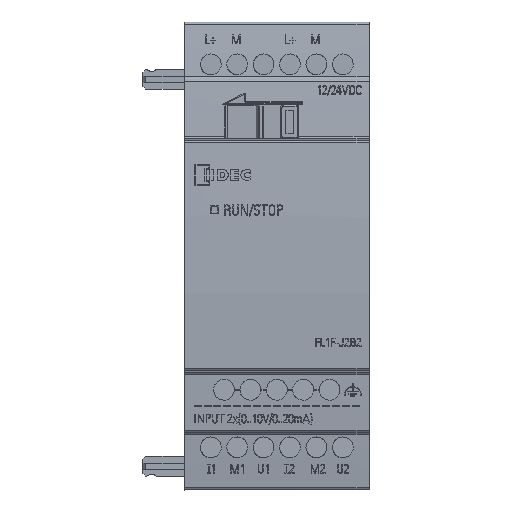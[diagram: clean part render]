
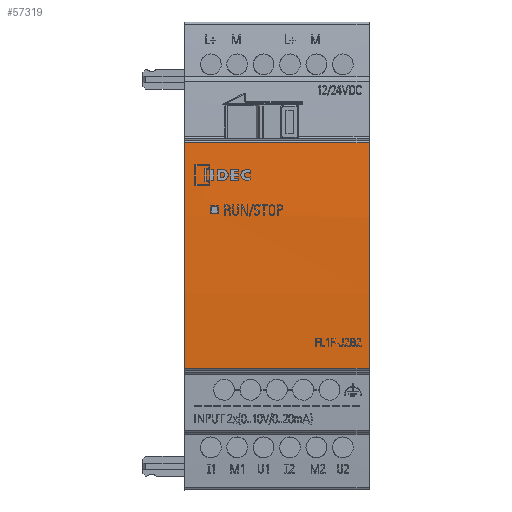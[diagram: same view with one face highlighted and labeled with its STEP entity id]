
A CAD part, top view. The second image highlights one B-rep face of the part: STEP entity #57319.
In plain terms, the highlighted cylindrical face has radius 350.75 mm (diameter 701.5 mm), a partial arc.
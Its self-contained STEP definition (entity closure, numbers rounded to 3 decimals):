
#32 = VECTOR ( 'NONE', #31767, 1000. ) ;
#1734 = DIRECTION ( 'NONE',  ( -1., 0., 0. ) ) ;
#2625 = CARTESIAN_POINT ( 'NONE',  ( -11.25, 52.992, -9.558 ) ) ;
#3188 = B_SPLINE_CURVE_WITH_KNOTS ( 'NONE', 3,
 ( #46770, #40349, #33914, #27502 ),
 .UNSPECIFIED., .F., .F.,
 ( 4, 4 ),
 ( 0., 1. ),
 .UNSPECIFIED. ) ;
#3389 = EDGE_LOOP ( 'NONE', ( #16192, #9362, #41576, #45370 ) ) ;
#3833 = CIRCLE ( 'NONE', #57513, 350.75 ) ;
#4241 = VERTEX_POINT ( 'NONE', #42662 ) ;
#5093 = AXIS2_PLACEMENT_3D ( 'NONE', #27549, #21109, #14690 ) ;
#6946 = CARTESIAN_POINT ( 'NONE',  ( -11.25, 52.992, -9.558 ) ) ;
#8303 = CARTESIAN_POINT ( 'NONE',  ( -17.75, 53.03, -8.057 ) ) ;
#9193 = LINE ( 'NONE', #2625, #34586 ) ;
#9362 = ORIENTED_EDGE ( 'NONE', *, *, #27871, .T. ) ;
#11213 = EDGE_CURVE ( 'NONE', #4241, #54222, #3188, .T. ) ;
#14678 = LINE ( 'NONE', #8303, #38751 ) ;
#14690 = DIRECTION ( 'NONE',  ( 0., 0., -1. ) ) ;
#15416 = EDGE_CURVE ( 'NONE', #55787, #34575, #33020, .T. ) ;
#16192 = ORIENTED_EDGE ( 'NONE', *, *, #15416, .T. ) ;
#17882 = CIRCLE ( 'NONE', #5093, 350.75 ) ;
#19460 = CARTESIAN_POINT ( 'NONE',  ( -11.25, 52.992, -9.558 ) ) ;
#21109 = DIRECTION ( 'NONE',  ( 1., 0., 0. ) ) ;
#25014 = EDGE_CURVE ( 'NONE', #61134, #61095, #17882, .T. ) ;
#26431 = EDGE_CURVE ( 'NONE', #54222, #55787, #9193, .T. ) ;
#27502 = CARTESIAN_POINT ( 'NONE',  ( -12.75, 52.992, -9.558 ) ) ;
#27549 = CARTESIAN_POINT ( 'NONE',  ( -17.75, -297.628, 0. ) ) ;
#27871 = EDGE_CURVE ( 'NONE', #34575, #4241, #14678, .T. ) ;
#29921 = FACE_OUTER_BOUND ( 'NONE', #51367, .T. ) ;
#30970 = CARTESIAN_POINT ( 'NONE',  ( -12.75, 52.992, -9.558 ) ) ;
#31767 = DIRECTION ( 'NONE',  ( 1., 0., 0. ) ) ;
#31960 = CARTESIAN_POINT ( 'NONE',  ( -11.25, 53.03, -8.057 ) ) ;
#33020 = B_SPLINE_CURVE_WITH_KNOTS ( 'NONE', 3,
 ( #19460, #50016, #43598, #37231 ),
 .UNSPECIFIED., .F., .F.,
 ( 4, 4 ),
 ( 0., 1. ),
 .UNSPECIFIED. ) ;
#33914 = CARTESIAN_POINT ( 'NONE',  ( -12.75, 53.006, -9.058 ) ) ;
#34575 = VERTEX_POINT ( 'NONE', #31960 ) ;
#34586 = VECTOR ( 'NONE', #58862, 1000. ) ;
#35521 = DIRECTION ( 'NONE',  ( 0., 0., -1. ) ) ;
#35661 = EDGE_CURVE ( 'NONE', #58179, #61134, #56494, .T. ) ;
#37231 = CARTESIAN_POINT ( 'NONE',  ( -11.25, 53.03, -8.057 ) ) ;
#38225 = CARTESIAN_POINT ( 'NONE',  ( -17.75, 52.452, 21.679 ) ) ;
#38751 = VECTOR ( 'NONE', #1734, 1000. ) ;
#39256 = CARTESIAN_POINT ( 'NONE',  ( -17.75, 52.452, 21.679 ) ) ;
#39441 = DIRECTION ( 'NONE',  ( 0., 0., -1. ) ) ;
#40349 = CARTESIAN_POINT ( 'NONE',  ( -12.75, 53.018, -8.557 ) ) ;
#41576 = ORIENTED_EDGE ( 'NONE', *, *, #11213, .T. ) ;
#41944 = DIRECTION ( 'NONE',  ( -1., 0., 0. ) ) ;
#42662 = CARTESIAN_POINT ( 'NONE',  ( -12.75, 53.03, -8.057 ) ) ;
#43194 = ORIENTED_EDGE ( 'NONE', *, *, #60836, .T. ) ;
#43598 = CARTESIAN_POINT ( 'NONE',  ( -11.25, 53.018, -8.557 ) ) ;
#43714 = DIRECTION ( 'NONE',  ( -1., 0., 0. ) ) ;
#44451 = FACE_BOUND ( 'NONE', #3389, .T. ) ;
#45237 = VECTOR ( 'NONE', #43714, 1000. ) ;
#45370 = ORIENTED_EDGE ( 'NONE', *, *, #26431, .T. ) ;
#45443 = ORIENTED_EDGE ( 'NONE', *, *, #54071, .T. ) ;
#45795 = CARTESIAN_POINT ( 'NONE',  ( 17.75, 52.452, -21.679 ) ) ;
#45837 = DIRECTION ( 'NONE',  ( 1., 0., 0. ) ) ;
#46111 = AXIS2_PLACEMENT_3D ( 'NONE', #52208, #45837, #39441 ) ;
#46770 = CARTESIAN_POINT ( 'NONE',  ( -12.75, 53.03, -8.057 ) ) ;
#47230 = CARTESIAN_POINT ( 'NONE',  ( -17.75, 52.452, -21.679 ) ) ;
#47706 = CYLINDRICAL_SURFACE ( 'NONE', #46111, 350.75 ) ;
#48352 = CARTESIAN_POINT ( 'NONE',  ( 17.75, -297.628, 0. ) ) ;
#50016 = CARTESIAN_POINT ( 'NONE',  ( -11.25, 53.006, -9.058 ) ) ;
#50130 = CARTESIAN_POINT ( 'NONE',  ( -17.75, 52.452, -21.679 ) ) ;
#50996 = LINE ( 'NONE', #38225, #32 ) ;
#51367 = EDGE_LOOP ( 'NONE', ( #54162, #45443, #43194, #53947 ) ) ;
#52208 = CARTESIAN_POINT ( 'NONE',  ( -17.75, -297.628, 0. ) ) ;
#53947 = ORIENTED_EDGE ( 'NONE', *, *, #35661, .T. ) ;
#54013 = CARTESIAN_POINT ( 'NONE',  ( 17.75, 52.452, 21.679 ) ) ;
#54071 = EDGE_CURVE ( 'NONE', #61095, #56191, #50996, .T. ) ;
#54162 = ORIENTED_EDGE ( 'NONE', *, *, #25014, .T. ) ;
#54222 = VERTEX_POINT ( 'NONE', #30970 ) ;
#55787 = VERTEX_POINT ( 'NONE', #6946 ) ;
#56191 = VERTEX_POINT ( 'NONE', #54013 ) ;
#56494 = LINE ( 'NONE', #50130, #45237 ) ;
#57319 = ADVANCED_FACE ( 'NONE', ( #29921, #44451 ), #47706, .T. ) ;
#57513 = AXIS2_PLACEMENT_3D ( 'NONE', #48352, #41944, #35521 ) ;
#58179 = VERTEX_POINT ( 'NONE', #45795 ) ;
#58862 = DIRECTION ( 'NONE',  ( 1., 0., 0. ) ) ;
#60836 = EDGE_CURVE ( 'NONE', #56191, #58179, #3833, .T. ) ;
#61095 = VERTEX_POINT ( 'NONE', #39256 ) ;
#61134 = VERTEX_POINT ( 'NONE', #47230 ) ;
